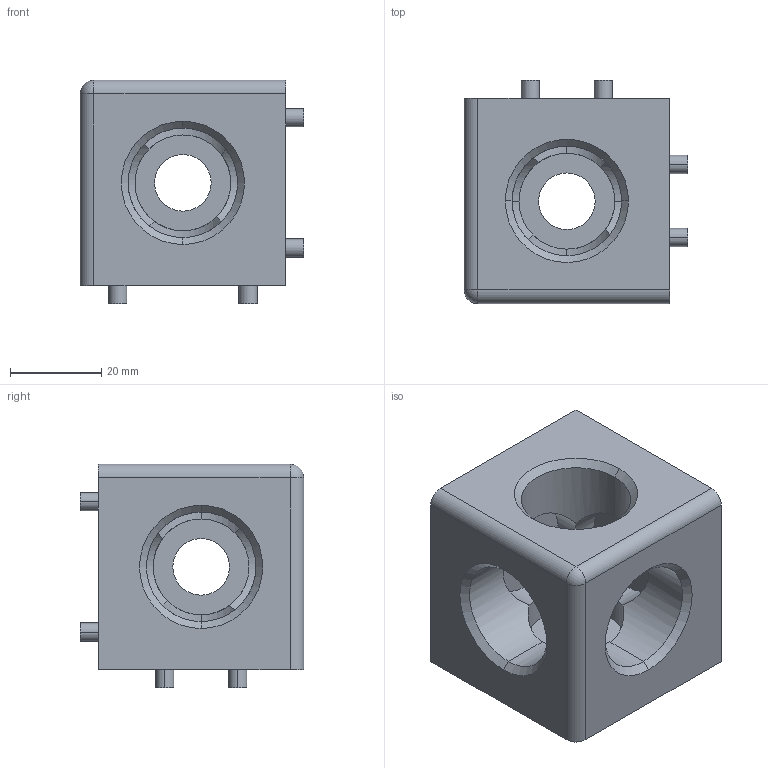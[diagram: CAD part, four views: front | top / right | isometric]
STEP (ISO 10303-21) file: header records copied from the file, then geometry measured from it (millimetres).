
FILE_DESCRIPTION(('STEP AP214'),'1');
FILE_NAME('cctmp_699D705E-273C-4606-95D9-5CBBB461C311_2020_1_10_11_37_37_62..stp','2020-01-10T10:37:37',('Bosch Rexroth AG'),('CADClick - www.CADClick.com'),'Spatial InterOp 3D',' ','unknown authorization - (Healing Option Enabled)');
FILE_SCHEMA(('AUTOMOTIVE_DESIGN'));
Length unit declared in the file: millimetre
Products named in the file (1): 2020_01_10__11-37-37-060
Bounding box: 49 x 49 x 49 mm (x, y, z)
Volume: 56379.8 mm3; surface area: 16176.8 mm2
Topology: 1 solids, 1 shells, 82 faces, 194 edges, 125 vertices
Faces by surface type: cylinder 45, plane 30, cone 6, sphere 1
Entity records: 3258 total; most frequent: CARTESIAN_POINT 592, DIRECTION 444, ORIENTED_EDGE 388, EDGE_CURVE 194, AXIS2_PLACEMENT_3D 177, VERTEX_POINT 125, EDGE_LOOP 103, LINE 90
